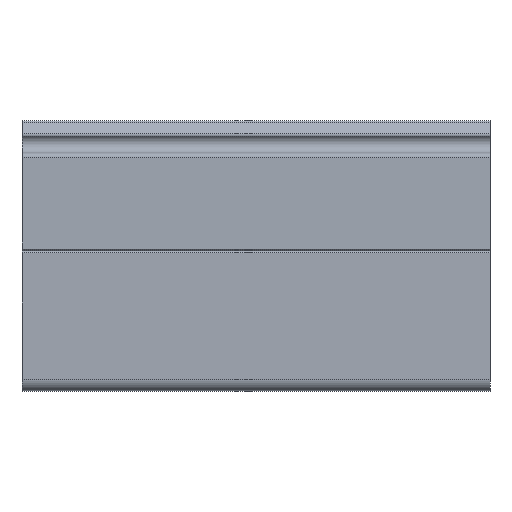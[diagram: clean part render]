
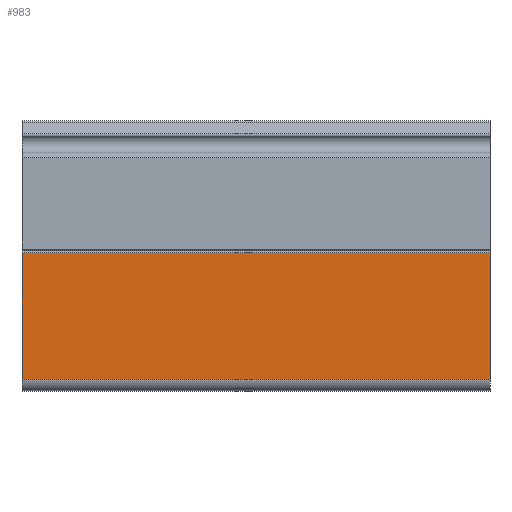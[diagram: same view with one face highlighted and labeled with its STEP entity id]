
A CAD part, front view. The second image highlights one B-rep face of the part: STEP entity #983.
In plain terms, the highlighted planar face has unit normal (0, -1, 0.003).
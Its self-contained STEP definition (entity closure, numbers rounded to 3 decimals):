
#138 = EDGE_LOOP ( 'NONE', ( #162, #1106, #1229, #733 ) ) ;
#162 = ORIENTED_EDGE ( 'NONE', *, *, #316, .T. ) ;
#207 = AXIS2_PLACEMENT_3D ( 'NONE', #497, #1986, #664 ) ;
#209 = LINE ( 'NONE', #250, #696 ) ;
#250 = CARTESIAN_POINT ( 'NONE',  ( 59.184, 24.987, -30.444 ) ) ;
#308 = CARTESIAN_POINT ( 'NONE',  ( -40.816, 24.915, -57.493 ) ) ;
#316 = EDGE_CURVE ( 'NONE', #1005, #2352, #1647, .T. ) ;
#367 = VECTOR ( 'NONE', #1797, 1000. ) ;
#416 = EDGE_CURVE ( 'NONE', #1807, #2352, #2287, .T. ) ;
#497 = CARTESIAN_POINT ( 'NONE',  ( 59.184, 24.915, -57.493 ) ) ;
#635 = EDGE_CURVE ( 'NONE', #1984, #1807, #679, .T. ) ;
#649 = PLANE ( 'NONE',  #207 ) ;
#664 = DIRECTION ( 'NONE',  ( 0., 0.003, 1. ) ) ;
#679 = LINE ( 'NONE', #1128, #2051 ) ;
#696 = VECTOR ( 'NONE', #869, 1000. ) ;
#733 = ORIENTED_EDGE ( 'NONE', *, *, #938, .T. ) ;
#869 = DIRECTION ( 'NONE',  ( -1., 0., 0. ) ) ;
#938 = EDGE_CURVE ( 'NONE', #1984, #1005, #209, .T. ) ;
#983 = ADVANCED_FACE ( 'NONE', ( #1600 ), #649, .F. ) ;
#1005 = VERTEX_POINT ( 'NONE', #1216 ) ;
#1106 = ORIENTED_EDGE ( 'NONE', *, *, #416, .F. ) ;
#1128 = CARTESIAN_POINT ( 'NONE',  ( 59.184, 24.915, -57.493 ) ) ;
#1151 = CARTESIAN_POINT ( 'NONE',  ( 59.184, 24.987, -30.444 ) ) ;
#1216 = CARTESIAN_POINT ( 'NONE',  ( -40.816, 24.987, -30.444 ) ) ;
#1229 = ORIENTED_EDGE ( 'NONE', *, *, #635, .F. ) ;
#1265 = CARTESIAN_POINT ( 'NONE',  ( 59.184, 24.915, -57.493 ) ) ;
#1299 = VECTOR ( 'NONE', #1827, 1000. ) ;
#1496 = DIRECTION ( 'NONE',  ( 0., -0.003, -1. ) ) ;
#1600 = FACE_OUTER_BOUND ( 'NONE', #138, .T. ) ;
#1647 = LINE ( 'NONE', #308, #367 ) ;
#1797 = DIRECTION ( 'NONE',  ( 0., -0.003, -1. ) ) ;
#1807 = VERTEX_POINT ( 'NONE', #1265 ) ;
#1827 = DIRECTION ( 'NONE',  ( -1., 0., 0. ) ) ;
#1984 = VERTEX_POINT ( 'NONE', #1151 ) ;
#1986 = DIRECTION ( 'NONE',  ( 0., 1., -0.003 ) ) ;
#2051 = VECTOR ( 'NONE', #1496, 1000. ) ;
#2287 = LINE ( 'NONE', #2376, #1299 ) ;
#2352 = VERTEX_POINT ( 'NONE', #2373 ) ;
#2373 = CARTESIAN_POINT ( 'NONE',  ( -40.816, 24.915, -57.493 ) ) ;
#2376 = CARTESIAN_POINT ( 'NONE',  ( 59.184, 24.915, -57.493 ) ) ;
